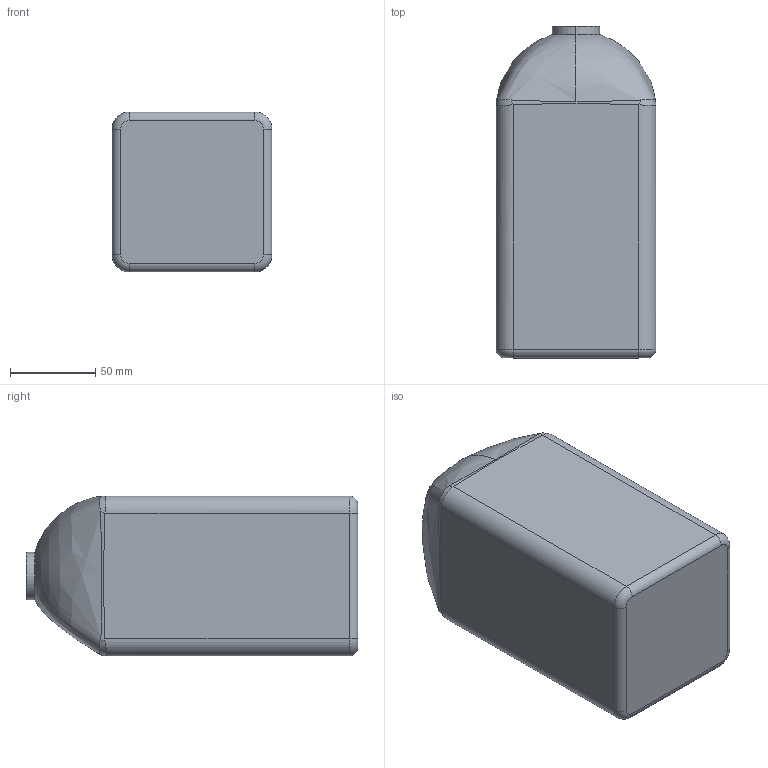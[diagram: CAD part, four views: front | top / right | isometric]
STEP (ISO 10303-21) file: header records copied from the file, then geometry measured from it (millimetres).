
FILE_DESCRIPTION (( 'STEP AP203' ), '1' );
FILE_NAME ('13-018361.step', '2022-03-07T11:57:32', ( '' ), ( '' ), 'SwSTEP 2.0', 'SolidWorks 2021', '' );
FILE_SCHEMA (( 'CONFIG_CONTROL_DESIGN' ));
Length unit declared in the file: millimetre
Products named in the file (1): 13-018361
Bounding box: 94 x 195 x 94 mm (x, y, z)
Volume: 1520481.9 mm3; surface area: 76866.9 mm2
Topology: 1 solids, 1 shells, 33 faces, 80 edges, 50 vertices
Faces by surface type: cylinder 12, bspline 10, plane 7, torus 4
Entity records: 3367 total; most frequent: CARTESIAN_POINT 2582, ORIENTED_EDGE 160, DIRECTION 132, EDGE_CURVE 80, AXIS2_PLACEMENT_3D 56, VERTEX_POINT 50, EDGE_LOOP 34, FACE_OUTER_BOUND 33
